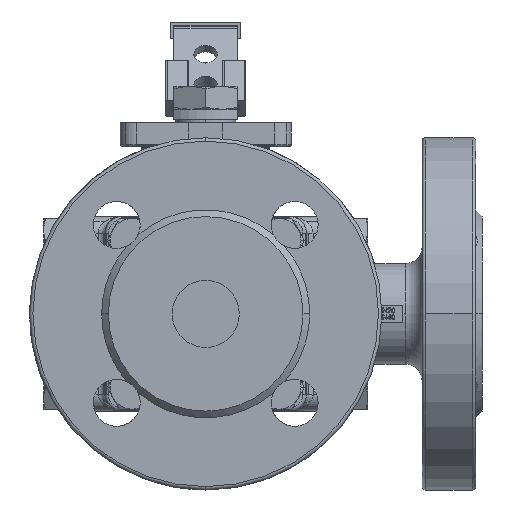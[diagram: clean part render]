
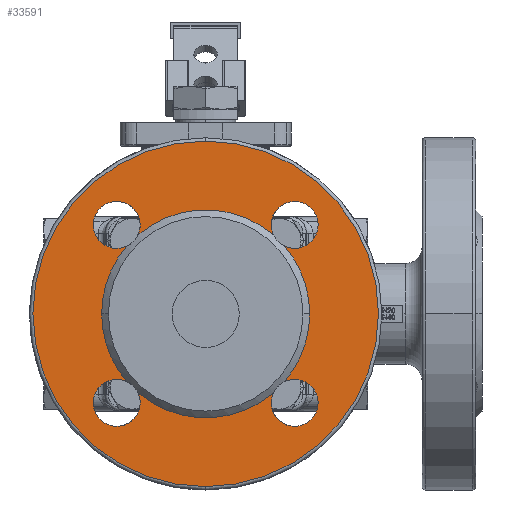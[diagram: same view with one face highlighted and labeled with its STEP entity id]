
A CAD part, left-side view. The second image highlights one B-rep face of the part: STEP entity #33591.
In plain terms, the highlighted planar face has unit normal (-1, 0, 0).
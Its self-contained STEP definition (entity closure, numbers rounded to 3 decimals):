
#14342=CARTESIAN_POINT('',(-80.5,0.,51.5));
#14343=VERTEX_POINT('',#14342);
#14353=CARTESIAN_POINT('',(-80.5,-0.,-51.5));
#14354=VERTEX_POINT('',#14353);
#14355=CARTESIAN_POINT('',(-80.5,0.,-0.));
#14356=DIRECTION('',(1.,-0.,0.));
#14357=DIRECTION('',(-0.,0.,1.));
#14358=AXIS2_PLACEMENT_3D('',#14355,#14356,#14357);
#14359=CIRCLE('',#14358,51.5);
#14360=EDGE_CURVE('',#14343,#14354,#14359,.T.);
#14885=CARTESIAN_POINT('',(-80.5,26.517,19.517));
#14886=VERTEX_POINT('',#14885);
#14895=CARTESIAN_POINT('',(-80.5,23.526,20.188));
#14896=VERTEX_POINT('',#14895);
#14897=CARTESIAN_POINT('',(-80.5,26.517,26.517));
#14898=DIRECTION('',(1.,-0.,0.));
#14899=DIRECTION('',(0.,-0.,-1.));
#14900=AXIS2_PLACEMENT_3D('',#14897,#14898,#14899);
#14901=CIRCLE('',#14900,7.);
#14902=EDGE_CURVE('',#14896,#14886,#14901,.T.);
#14904=CARTESIAN_POINT('',(-80.5,20.188,23.526));
#14905=VERTEX_POINT('',#14904);
#14922=CARTESIAN_POINT('',(-80.5,26.517,33.517));
#14923=VERTEX_POINT('',#14922);
#14924=CARTESIAN_POINT('',(-80.5,26.517,26.517));
#14925=DIRECTION('',(1.,-0.,0.));
#14926=DIRECTION('',(0.,-0.,-1.));
#14927=AXIS2_PLACEMENT_3D('',#14924,#14925,#14926);
#14928=CIRCLE('',#14927,7.);
#14929=EDGE_CURVE('',#14923,#14905,#14928,.T.);
#14954=CARTESIAN_POINT('',(-80.5,26.517,-33.517));
#14955=VERTEX_POINT('',#14954);
#14964=CARTESIAN_POINT('',(-80.5,20.188,-23.526));
#14965=VERTEX_POINT('',#14964);
#14966=CARTESIAN_POINT('',(-80.5,26.517,-26.517));
#14967=DIRECTION('',(1.,-0.,0.));
#14968=DIRECTION('',(0.,-0.,-1.));
#14969=AXIS2_PLACEMENT_3D('',#14966,#14967,#14968);
#14970=CIRCLE('',#14969,7.);
#14971=EDGE_CURVE('',#14965,#14955,#14970,.T.);
#14973=CARTESIAN_POINT('',(-80.5,23.526,-20.188));
#14974=VERTEX_POINT('',#14973);
#14991=CARTESIAN_POINT('',(-80.5,26.517,-19.517));
#14992=VERTEX_POINT('',#14991);
#14993=CARTESIAN_POINT('',(-80.5,26.517,-26.517));
#14994=DIRECTION('',(1.,-0.,0.));
#14995=DIRECTION('',(0.,-0.,-1.));
#14996=AXIS2_PLACEMENT_3D('',#14993,#14994,#14995);
#14997=CIRCLE('',#14996,7.);
#14998=EDGE_CURVE('',#14992,#14974,#14997,.T.);
#15023=CARTESIAN_POINT('',(-80.5,-26.517,-33.517));
#15024=VERTEX_POINT('',#15023);
#15033=CARTESIAN_POINT('',(-80.5,-26.517,-19.517));
#15034=VERTEX_POINT('',#15033);
#15035=CARTESIAN_POINT('',(-80.5,-26.517,-26.517));
#15036=DIRECTION('',(1.,-0.,0.));
#15037=DIRECTION('',(0.,-0.,-1.));
#15038=AXIS2_PLACEMENT_3D('',#15035,#15036,#15037);
#15039=CIRCLE('',#15038,7.);
#15040=EDGE_CURVE('',#15034,#15024,#15039,.T.);
#15065=CARTESIAN_POINT('',(-80.5,-26.517,19.517));
#15066=VERTEX_POINT('',#15065);
#15075=CARTESIAN_POINT('',(-80.5,-26.517,33.517));
#15076=VERTEX_POINT('',#15075);
#15077=CARTESIAN_POINT('',(-80.5,-26.517,26.517));
#15078=DIRECTION('',(1.,-0.,0.));
#15079=DIRECTION('',(0.,-0.,-1.));
#15080=AXIS2_PLACEMENT_3D('',#15077,#15078,#15079);
#15081=CIRCLE('',#15080,7.);
#15082=EDGE_CURVE('',#15076,#15066,#15081,.T.);
#15109=CARTESIAN_POINT('',(-80.5,-31.,-0.));
#15110=VERTEX_POINT('',#15109);
#15126=CARTESIAN_POINT('',(-80.5,31.,-0.));
#15127=VERTEX_POINT('',#15126);
#15134=CARTESIAN_POINT('',(-80.5,0.,-0.));
#15135=DIRECTION('',(1.,-0.,0.));
#15136=DIRECTION('',(-0.,-1.,0.));
#15137=AXIS2_PLACEMENT_3D('',#15134,#15135,#15136);
#15138=CIRCLE('',#15137,31.);
#15139=EDGE_CURVE('',#14974,#15127,#15138,.T.);
#15142=CARTESIAN_POINT('',(-80.5,-20.188,-23.526));
#15143=VERTEX_POINT('',#15142);
#15144=CARTESIAN_POINT('',(-80.5,0.,-0.));
#15145=DIRECTION('',(1.,-0.,0.));
#15146=DIRECTION('',(-0.,-1.,0.));
#15147=AXIS2_PLACEMENT_3D('',#15144,#15145,#15146);
#15148=CIRCLE('',#15147,31.);
#15149=EDGE_CURVE('',#15143,#14965,#15148,.T.);
#15151=CARTESIAN_POINT('',(-80.5,-23.526,-20.188));
#15152=VERTEX_POINT('',#15151);
#15169=CARTESIAN_POINT('',(-80.5,0.,-0.));
#15170=DIRECTION('',(1.,-0.,0.));
#15171=DIRECTION('',(-0.,-1.,0.));
#15172=AXIS2_PLACEMENT_3D('',#15169,#15170,#15171);
#15173=CIRCLE('',#15172,31.);
#15174=EDGE_CURVE('',#15110,#15152,#15173,.T.);
#33135=CARTESIAN_POINT('',(-80.5,-23.526,20.188));
#33136=VERTEX_POINT('',#33135);
#33137=CARTESIAN_POINT('',(-80.5,0.,-0.));
#33138=DIRECTION('',(1.,-0.,0.));
#33139=DIRECTION('',(-0.,-1.,0.));
#33140=AXIS2_PLACEMENT_3D('',#33137,#33138,#33139);
#33141=CIRCLE('',#33140,31.);
#33142=EDGE_CURVE('',#33136,#15110,#33141,.T.);
#33144=CARTESIAN_POINT('',(-80.5,-20.188,23.526));
#33145=VERTEX_POINT('',#33144);
#33162=CARTESIAN_POINT('',(-80.5,0.,-0.));
#33163=DIRECTION('',(1.,-0.,0.));
#33164=DIRECTION('',(-0.,-1.,0.));
#33165=AXIS2_PLACEMENT_3D('',#33162,#33163,#33164);
#33166=CIRCLE('',#33165,31.);
#33167=EDGE_CURVE('',#14905,#33145,#33166,.T.);
#33170=CARTESIAN_POINT('',(-80.5,0.,-0.));
#33171=DIRECTION('',(1.,-0.,0.));
#33172=DIRECTION('',(-0.,-1.,0.));
#33173=AXIS2_PLACEMENT_3D('',#33170,#33171,#33172);
#33174=CIRCLE('',#33173,31.);
#33175=EDGE_CURVE('',#15127,#14896,#33174,.T.);
#33196=CARTESIAN_POINT('',(-80.5,-26.517,26.517));
#33197=DIRECTION('',(1.,-0.,0.));
#33198=DIRECTION('',(0.,-0.,-1.));
#33199=AXIS2_PLACEMENT_3D('',#33196,#33197,#33198);
#33200=CIRCLE('',#33199,7.);
#33201=EDGE_CURVE('',#33145,#15076,#33200,.T.);
#33204=CARTESIAN_POINT('',(-80.5,-26.517,26.517));
#33205=DIRECTION('',(1.,-0.,0.));
#33206=DIRECTION('',(0.,-0.,-1.));
#33207=AXIS2_PLACEMENT_3D('',#33204,#33205,#33206);
#33208=CIRCLE('',#33207,7.);
#33209=EDGE_CURVE('',#15066,#33136,#33208,.T.);
#33228=CARTESIAN_POINT('',(-80.5,-26.517,-26.517));
#33229=DIRECTION('',(1.,-0.,0.));
#33230=DIRECTION('',(0.,-0.,-1.));
#33231=AXIS2_PLACEMENT_3D('',#33228,#33229,#33230);
#33232=CIRCLE('',#33231,7.);
#33233=EDGE_CURVE('',#15152,#15034,#33232,.T.);
#33236=CARTESIAN_POINT('',(-80.5,-26.517,-26.517));
#33237=DIRECTION('',(1.,-0.,0.));
#33238=DIRECTION('',(0.,-0.,-1.));
#33239=AXIS2_PLACEMENT_3D('',#33236,#33237,#33238);
#33240=CIRCLE('',#33239,7.);
#33241=EDGE_CURVE('',#15024,#15143,#33240,.T.);
#33260=CARTESIAN_POINT('',(-80.5,26.517,-26.517));
#33261=DIRECTION('',(1.,-0.,0.));
#33262=DIRECTION('',(0.,-0.,-1.));
#33263=AXIS2_PLACEMENT_3D('',#33260,#33261,#33262);
#33264=CIRCLE('',#33263,7.);
#33265=EDGE_CURVE('',#14955,#14992,#33264,.T.);
#33284=CARTESIAN_POINT('',(-80.5,26.517,26.517));
#33285=DIRECTION('',(1.,-0.,0.));
#33286=DIRECTION('',(0.,-0.,-1.));
#33287=AXIS2_PLACEMENT_3D('',#33284,#33285,#33286);
#33288=CIRCLE('',#33287,7.);
#33289=EDGE_CURVE('',#14886,#14923,#33288,.T.);
#33556=CARTESIAN_POINT('',(-80.5,-41.75,-0.));
#33557=DIRECTION('',(-1.,0.,-0.));
#33558=DIRECTION('',(-0.,0.,1.));
#33559=AXIS2_PLACEMENT_3D('',#33556,#33557,#33558);
#33560=PLANE('',#33559);
#33561=CARTESIAN_POINT('',(-80.5,0.,-0.));
#33562=DIRECTION('',(1.,-0.,0.));
#33563=DIRECTION('',(-0.,0.,1.));
#33564=AXIS2_PLACEMENT_3D('',#33561,#33562,#33563);
#33565=CIRCLE('',#33564,51.5);
#33566=EDGE_CURVE('',#14354,#14343,#33565,.T.);
#33567=ORIENTED_EDGE('',*,*,#33566,.F.);
#33568=ORIENTED_EDGE('',*,*,#14360,.F.);
#33569=EDGE_LOOP('',(#33567,#33568));
#33570=FACE_BOUND('',#33569,.T.);
#33571=ORIENTED_EDGE('',*,*,#14902,.T.);
#33572=ORIENTED_EDGE('',*,*,#33289,.T.);
#33573=ORIENTED_EDGE('',*,*,#14929,.T.);
#33574=ORIENTED_EDGE('',*,*,#33167,.T.);
#33575=ORIENTED_EDGE('',*,*,#33201,.T.);
#33576=ORIENTED_EDGE('',*,*,#15082,.T.);
#33577=ORIENTED_EDGE('',*,*,#33209,.T.);
#33578=ORIENTED_EDGE('',*,*,#33142,.T.);
#33579=ORIENTED_EDGE('',*,*,#15174,.T.);
#33580=ORIENTED_EDGE('',*,*,#33233,.T.);
#33581=ORIENTED_EDGE('',*,*,#15040,.T.);
#33582=ORIENTED_EDGE('',*,*,#33241,.T.);
#33583=ORIENTED_EDGE('',*,*,#15149,.T.);
#33584=ORIENTED_EDGE('',*,*,#14971,.T.);
#33585=ORIENTED_EDGE('',*,*,#33265,.T.);
#33586=ORIENTED_EDGE('',*,*,#14998,.T.);
#33587=ORIENTED_EDGE('',*,*,#15139,.T.);
#33588=ORIENTED_EDGE('',*,*,#33175,.T.);
#33589=EDGE_LOOP('',(#33571,#33572,#33573,#33574,#33575,#33576,#33577,#33578,#33579,#33580,#33581,#33582,#33583,#33584,#33585,#33586,#33587,#33588));
#33590=FACE_BOUND('',#33589,.T.);
#33591=ADVANCED_FACE('',(#33570,#33590),#33560,.T.);
